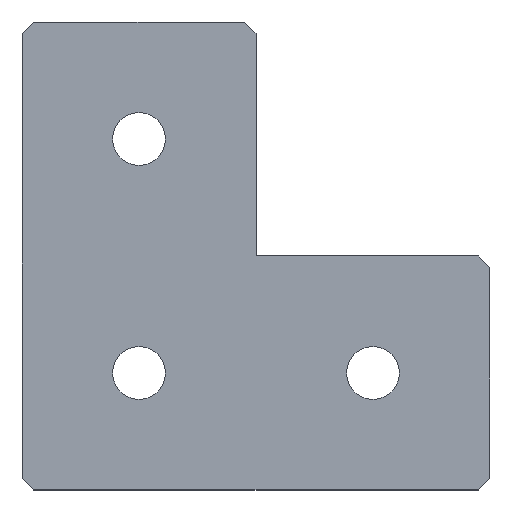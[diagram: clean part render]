
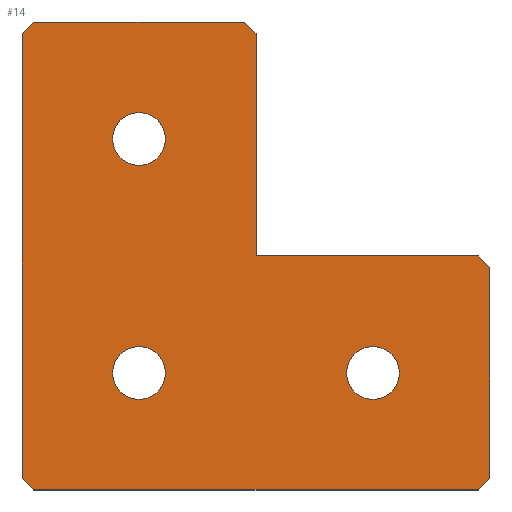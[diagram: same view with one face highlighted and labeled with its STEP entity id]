
A CAD part, top view. The second image highlights one B-rep face of the part: STEP entity #14.
In plain terms, the highlighted planar face has unit normal (0, 0, 1).
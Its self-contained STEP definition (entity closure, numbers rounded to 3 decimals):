
#3 = CARTESIAN_POINT ( 'NONE',  ( 0., 0., 0. ) ) ;
#4 = DIRECTION ( 'NONE',  ( -0.707, 0.707, 0. ) ) ;
#10 = CARTESIAN_POINT ( 'NONE',  ( 20., -24.5, 0. ) ) ;
#14 = ADVANCED_FACE ( 'NONE', ( #103, #120, #321, #415 ), #161, .T. ) ;
#17 = DIRECTION ( 'NONE',  ( -0.707, -0.707, 0. ) ) ;
#18 = EDGE_LOOP ( 'NONE', ( #46, #176, #646, #392, #423, #231, #503, #535, #328, #324, #486 ) ) ;
#25 = VECTOR ( 'NONE', #17, 1000. ) ;
#30 = DIRECTION ( 'NONE',  ( 0., 1., 0. ) ) ;
#31 = DIRECTION ( 'NONE',  ( 0., 1., 0. ) ) ;
#46 = ORIENTED_EDGE ( 'NONE', *, *, #163, .F. ) ;
#47 = CIRCLE ( 'NONE', #222, 4.5 ) ;
#50 = VERTEX_POINT ( 'NONE', #164 ) ;
#57 = EDGE_CURVE ( 'NONE', #97, #493, #499, .T. ) ;
#58 = DIRECTION ( 'NONE',  ( 0., 1., 0. ) ) ;
#67 = DIRECTION ( 'NONE',  ( 0., 0., -1. ) ) ;
#70 = AXIS2_PLACEMENT_3D ( 'NONE', #438, #201, #31 ) ;
#73 = DIRECTION ( 'NONE',  ( 0., 0., -1. ) ) ;
#74 = EDGE_LOOP ( 'NONE', ( #219, #573 ) ) ;
#81 = VERTEX_POINT ( 'NONE', #558 ) ;
#83 = VECTOR ( 'NONE', #623, 1000. ) ;
#97 = VERTEX_POINT ( 'NONE', #10 ) ;
#103 = FACE_BOUND ( 'NONE', #584, .T. ) ;
#109 = DIRECTION ( 'NONE',  ( 0., -1., 0. ) ) ;
#120 = FACE_BOUND ( 'NONE', #74, .T. ) ;
#123 = LINE ( 'NONE', #266, #317 ) ;
#129 = VECTOR ( 'NONE', #241, 1000. ) ;
#135 = DIRECTION ( 'NONE',  ( -0.707, 0.707, 0. ) ) ;
#141 = CARTESIAN_POINT ( 'NONE',  ( 40., -40., 0. ) ) ;
#149 = EDGE_CURVE ( 'NONE', #255, #635, #318, .T. ) ;
#156 = EDGE_CURVE ( 'NONE', #81, #525, #162, .T. ) ;
#158 = DIRECTION ( 'NONE',  ( 0., 0., 1. ) ) ;
#161 = PLANE ( 'NONE',  #418 ) ;
#162 = LINE ( 'NONE', #325, #25 ) ;
#163 = EDGE_CURVE ( 'NONE', #81, #365, #519, .T. ) ;
#164 = CARTESIAN_POINT ( 'NONE',  ( 78., -80., 0. ) ) ;
#166 = CARTESIAN_POINT ( 'NONE',  ( 40., -40., 0. ) ) ;
#172 = VERTEX_POINT ( 'NONE', #411 ) ;
#174 = LINE ( 'NONE', #281, #446 ) ;
#176 = ORIENTED_EDGE ( 'NONE', *, *, #156, .T. ) ;
#183 = LINE ( 'NONE', #542, #374 ) ;
#184 = DIRECTION ( 'NONE',  ( 0.707, -0.707, 0. ) ) ;
#185 = EDGE_CURVE ( 'NONE', #382, #238, #610, .T. ) ;
#193 = EDGE_CURVE ( 'NONE', #172, #614, #233, .T. ) ;
#201 = DIRECTION ( 'NONE',  ( 0., 0., -1. ) ) ;
#203 = VECTOR ( 'NONE', #109, 1000. ) ;
#218 = DIRECTION ( 'NONE',  ( 1., 0., 0. ) ) ;
#219 = ORIENTED_EDGE ( 'NONE', *, *, #463, .T. ) ;
#222 = AXIS2_PLACEMENT_3D ( 'NONE', #632, #335, #30 ) ;
#223 = AXIS2_PLACEMENT_3D ( 'NONE', #457, #371, #606 ) ;
#226 = CARTESIAN_POINT ( 'NONE',  ( 80., -78., 0. ) ) ;
#229 = VECTOR ( 'NONE', #297, 1000. ) ;
#231 = ORIENTED_EDGE ( 'NONE', *, *, #390, .T. ) ;
#233 = CIRCLE ( 'NONE', #560, 4.5 ) ;
#236 = CARTESIAN_POINT ( 'NONE',  ( 38., 0., 0. ) ) ;
#237 = EDGE_CURVE ( 'NONE', #255, #365, #123, .T. ) ;
#238 = VERTEX_POINT ( 'NONE', #226 ) ;
#241 = DIRECTION ( 'NONE',  ( 0., 1., 0. ) ) ;
#245 = LINE ( 'NONE', #342, #229 ) ;
#254 = CARTESIAN_POINT ( 'NONE',  ( 0., -2., 0. ) ) ;
#255 = VERTEX_POINT ( 'NONE', #473 ) ;
#256 = VECTOR ( 'NONE', #218, 1000. ) ;
#257 = EDGE_CURVE ( 'NONE', #341, #434, #571, .T. ) ;
#266 = CARTESIAN_POINT ( 'NONE',  ( 19., 19., 0. ) ) ;
#267 = CARTESIAN_POINT ( 'NONE',  ( 2., -80., 0. ) ) ;
#274 = DIRECTION ( 'NONE',  ( 0., -1., 0. ) ) ;
#277 = CIRCLE ( 'NONE', #299, 4.5 ) ;
#278 = ORIENTED_EDGE ( 'NONE', *, *, #344, .T. ) ;
#279 = CARTESIAN_POINT ( 'NONE',  ( 78., -40., 0. ) ) ;
#281 = CARTESIAN_POINT ( 'NONE',  ( 19., 19., 0. ) ) ;
#289 = CARTESIAN_POINT ( 'NONE',  ( 20., -64.5, 0. ) ) ;
#296 = ORIENTED_EDGE ( 'NONE', *, *, #599, .T. ) ;
#297 = DIRECTION ( 'NONE',  ( -1., 0., 0. ) ) ;
#299 = AXIS2_PLACEMENT_3D ( 'NONE', #351, #645, #345 ) ;
#310 = VERTEX_POINT ( 'NONE', #279 ) ;
#317 = VECTOR ( 'NONE', #4, 1000. ) ;
#318 = LINE ( 'NONE', #166, #369 ) ;
#321 = FACE_BOUND ( 'NONE', #388, .T. ) ;
#324 = ORIENTED_EDGE ( 'NONE', *, *, #149, .F. ) ;
#325 = CARTESIAN_POINT ( 'NONE',  ( 1., -1., 0. ) ) ;
#328 = ORIENTED_EDGE ( 'NONE', *, *, #355, .F. ) ;
#333 = VERTEX_POINT ( 'NONE', #529 ) ;
#334 = EDGE_CURVE ( 'NONE', #382, #310, #174, .T. ) ;
#335 = DIRECTION ( 'NONE',  ( 0., 0., -1. ) ) ;
#338 = CARTESIAN_POINT ( 'NONE',  ( 60., -55.5, 0. ) ) ;
#341 = VERTEX_POINT ( 'NONE', #531 ) ;
#342 = CARTESIAN_POINT ( 'NONE',  ( 0., -80., 0. ) ) ;
#344 = EDGE_CURVE ( 'NONE', #614, #172, #47, .T. ) ;
#345 = DIRECTION ( 'NONE',  ( 0., 1., 0. ) ) ;
#351 = CARTESIAN_POINT ( 'NONE',  ( 20., -60., 0. ) ) ;
#355 = EDGE_CURVE ( 'NONE', #635, #310, #479, .T. ) ;
#359 = DIRECTION ( 'NONE',  ( 1., 0., 0. ) ) ;
#365 = VERTEX_POINT ( 'NONE', #236 ) ;
#366 = CARTESIAN_POINT ( 'NONE',  ( 80., -80., 0. ) ) ;
#369 = VECTOR ( 'NONE', #274, 1000. ) ;
#370 = CARTESIAN_POINT ( 'NONE',  ( 40., 0., 0. ) ) ;
#371 = DIRECTION ( 'NONE',  ( 0., 0., -1. ) ) ;
#374 = VECTOR ( 'NONE', #585, 1000. ) ;
#382 = VERTEX_POINT ( 'NONE', #429 ) ;
#388 = EDGE_LOOP ( 'NONE', ( #278, #596 ) ) ;
#389 = CIRCLE ( 'NONE', #70, 4.5 ) ;
#390 = EDGE_CURVE ( 'NONE', #50, #238, #183, .T. ) ;
#392 = ORIENTED_EDGE ( 'NONE', *, *, #257, .T. ) ;
#398 = EDGE_CURVE ( 'NONE', #50, #434, #245, .T. ) ;
#411 = CARTESIAN_POINT ( 'NONE',  ( 60., -64.5, 0. ) ) ;
#415 = FACE_OUTER_BOUND ( 'NONE', #18, .T. ) ;
#417 = VECTOR ( 'NONE', #184, 1000. ) ;
#418 = AXIS2_PLACEMENT_3D ( 'NONE', #3, #158, #359 ) ;
#423 = ORIENTED_EDGE ( 'NONE', *, *, #398, .F. ) ;
#429 = CARTESIAN_POINT ( 'NONE',  ( 80., -42., 0. ) ) ;
#434 = VERTEX_POINT ( 'NONE', #267 ) ;
#438 = CARTESIAN_POINT ( 'NONE',  ( 20., -60., 0. ) ) ;
#446 = VECTOR ( 'NONE', #135, 1000. ) ;
#457 = CARTESIAN_POINT ( 'NONE',  ( 20., -20., 0. ) ) ;
#463 = EDGE_CURVE ( 'NONE', #493, #97, #655, .T. ) ;
#472 = CARTESIAN_POINT ( 'NONE',  ( 80., -40., 0. ) ) ;
#473 = CARTESIAN_POINT ( 'NONE',  ( 40., -2., 0. ) ) ;
#474 = DIRECTION ( 'NONE',  ( 0., 1., 0. ) ) ;
#479 = LINE ( 'NONE', #472, #83 ) ;
#486 = ORIENTED_EDGE ( 'NONE', *, *, #237, .T. ) ;
#493 = VERTEX_POINT ( 'NONE', #620 ) ;
#497 = ORIENTED_EDGE ( 'NONE', *, *, #576, .T. ) ;
#499 = CIRCLE ( 'NONE', #223, 4.5 ) ;
#503 = ORIENTED_EDGE ( 'NONE', *, *, #185, .F. ) ;
#504 = AXIS2_PLACEMENT_3D ( 'NONE', #527, #73, #474 ) ;
#515 = CARTESIAN_POINT ( 'NONE',  ( 60., -60., 0. ) ) ;
#519 = LINE ( 'NONE', #370, #256 ) ;
#525 = VERTEX_POINT ( 'NONE', #254 ) ;
#527 = CARTESIAN_POINT ( 'NONE',  ( 20., -20., 0. ) ) ;
#529 = CARTESIAN_POINT ( 'NONE',  ( 20., -55.5, 0. ) ) ;
#531 = CARTESIAN_POINT ( 'NONE',  ( 0., -78., 0. ) ) ;
#535 = ORIENTED_EDGE ( 'NONE', *, *, #334, .T. ) ;
#542 = CARTESIAN_POINT ( 'NONE',  ( 79., -79., 0. ) ) ;
#547 = LINE ( 'NONE', #630, #129 ) ;
#558 = CARTESIAN_POINT ( 'NONE',  ( 2., 0., 0. ) ) ;
#560 = AXIS2_PLACEMENT_3D ( 'NONE', #515, #67, #58 ) ;
#571 = LINE ( 'NONE', #628, #417 ) ;
#573 = ORIENTED_EDGE ( 'NONE', *, *, #57, .T. ) ;
#576 = EDGE_CURVE ( 'NONE', #627, #333, #277, .T. ) ;
#584 = EDGE_LOOP ( 'NONE', ( #296, #497 ) ) ;
#585 = DIRECTION ( 'NONE',  ( 0.707, 0.707, 0. ) ) ;
#596 = ORIENTED_EDGE ( 'NONE', *, *, #193, .T. ) ;
#599 = EDGE_CURVE ( 'NONE', #333, #627, #389, .T. ) ;
#606 = DIRECTION ( 'NONE',  ( 0., 1., 0. ) ) ;
#610 = LINE ( 'NONE', #366, #203 ) ;
#614 = VERTEX_POINT ( 'NONE', #338 ) ;
#617 = EDGE_CURVE ( 'NONE', #341, #525, #547, .T. ) ;
#620 = CARTESIAN_POINT ( 'NONE',  ( 20., -15.5, 0. ) ) ;
#623 = DIRECTION ( 'NONE',  ( 1., 0., 0. ) ) ;
#627 = VERTEX_POINT ( 'NONE', #289 ) ;
#628 = CARTESIAN_POINT ( 'NONE',  ( -39., -39., 0. ) ) ;
#630 = CARTESIAN_POINT ( 'NONE',  ( 0., 0., 0. ) ) ;
#632 = CARTESIAN_POINT ( 'NONE',  ( 60., -60., 0. ) ) ;
#635 = VERTEX_POINT ( 'NONE', #141 ) ;
#645 = DIRECTION ( 'NONE',  ( 0., 0., -1. ) ) ;
#646 = ORIENTED_EDGE ( 'NONE', *, *, #617, .F. ) ;
#655 = CIRCLE ( 'NONE', #504, 4.5 ) ;
